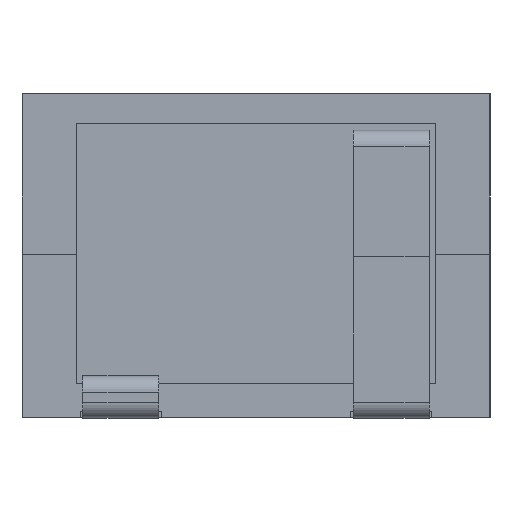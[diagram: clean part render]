
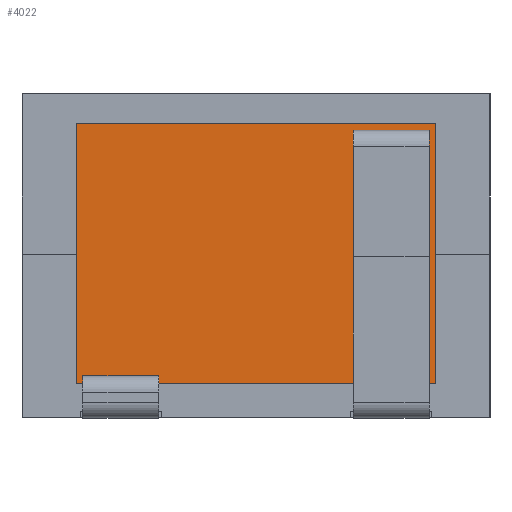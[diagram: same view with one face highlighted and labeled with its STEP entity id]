
A CAD part, left-side view. The second image highlights one B-rep face of the part: STEP entity #4022.
In plain terms, the highlighted planar face has unit normal (-1, 0, 0).
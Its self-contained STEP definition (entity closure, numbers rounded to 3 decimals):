
#1439=ORIENTED_EDGE('',*,*,#2016,.F.);
#1440=ORIENTED_EDGE('',*,*,#2014,.F.);
#1441=ORIENTED_EDGE('',*,*,#2011,.F.);
#1442=ORIENTED_EDGE('',*,*,#2005,.F.);
#1443=ORIENTED_EDGE('',*,*,#2053,.F.);
#1444=ORIENTED_EDGE('',*,*,#2054,.T.);
#1445=ORIENTED_EDGE('',*,*,#2002,.F.);
#1446=ORIENTED_EDGE('',*,*,#1999,.F.);
#1447=ORIENTED_EDGE('',*,*,#1996,.T.);
#1448=ORIENTED_EDGE('',*,*,#2055,.T.);
#1449=ORIENTED_EDGE('',*,*,#2056,.F.);
#1450=ORIENTED_EDGE('',*,*,#2049,.F.);
#1996=EDGE_CURVE('',#2408,#2407,#2762,.T.);
#1999=EDGE_CURVE('',#2408,#2410,#2764,.T.);
#2002=EDGE_CURVE('',#2410,#2412,#2767,.T.);
#2005=EDGE_CURVE('',#2414,#2415,#2770,.T.);
#2011=EDGE_CURVE('',#2415,#2419,#2775,.T.);
#2014=EDGE_CURVE('',#2419,#2420,#2778,.T.);
#2016=EDGE_CURVE('',#2420,#2414,#2780,.T.);
#2049=EDGE_CURVE('',#2437,#2438,#2801,.T.);
#2053=EDGE_CURVE('',#2439,#2437,#2805,.T.);
#2054=EDGE_CURVE('',#2439,#2412,#2806,.T.);
#2055=EDGE_CURVE('',#2407,#2440,#2807,.T.);
#2056=EDGE_CURVE('',#2438,#2440,#2808,.T.);
#2407=VERTEX_POINT('',#14128);
#2408=VERTEX_POINT('',#14130);
#2410=VERTEX_POINT('',#14136);
#2412=VERTEX_POINT('',#14142);
#2414=VERTEX_POINT('',#14148);
#2415=VERTEX_POINT('',#14149);
#2419=VERTEX_POINT('',#14160);
#2420=VERTEX_POINT('',#14165);
#2437=VERTEX_POINT('',#15933);
#2438=VERTEX_POINT('',#15934);
#2439=VERTEX_POINT('',#15940);
#2440=VERTEX_POINT('',#15943);
#2762=LINE('',#14129,#3131);
#2764=LINE('',#14135,#3133);
#2767=LINE('',#14141,#3136);
#2770=LINE('',#14147,#3139);
#2775=LINE('',#14159,#3144);
#2778=LINE('',#14164,#3147);
#2780=LINE('',#14168,#3149);
#2801=LINE('',#15932,#3170);
#2805=LINE('',#15939,#3174);
#2806=LINE('',#15941,#3175);
#2807=LINE('',#15942,#3176);
#2808=LINE('',#15944,#3177);
#3131=VECTOR('',#6154,1000.);
#3133=VECTOR('',#6160,1000.);
#3136=VECTOR('',#6165,1000.);
#3139=VECTOR('',#6170,1000.);
#3144=VECTOR('',#6179,1000.);
#3147=VECTOR('',#6184,1000.);
#3149=VECTOR('',#6188,1000.);
#3170=VECTOR('',#6231,1000.);
#3174=VECTOR('',#6237,1000.);
#3175=VECTOR('',#6238,1000.);
#3176=VECTOR('',#6239,1000.);
#3177=VECTOR('',#6240,1000.);
#3409=EDGE_LOOP('',(#1439,#1440,#1441,#1442));
#3410=EDGE_LOOP('',(#1443,#1444,#1445,#1446,#1447,#1448,#1449,#1450));
#3646=FACE_BOUND('',#3409,.T.);
#3647=FACE_BOUND('',#3410,.T.);
#3810=PLANE('',#5391);
#4022=ADVANCED_FACE('',(#3646,#3647),#3810,.F.);
#5391=AXIS2_PLACEMENT_3D('',#15938,#6235,#6236);
#6154=DIRECTION('',(0.,0.,-1.));
#6160=DIRECTION('',(0.,-1.,0.));
#6165=DIRECTION('',(0.,0.,-1.));
#6170=DIRECTION('',(0.,-1.,0.));
#6179=DIRECTION('',(0.,0.,1.));
#6184=DIRECTION('',(0.,1.,0.));
#6188=DIRECTION('',(0.,0.,-1.));
#6231=DIRECTION('',(0.,1.,0.));
#6235=DIRECTION('',(1.,0.,0.));
#6236=DIRECTION('',(0.,0.,-1.));
#6237=DIRECTION('',(0.,0.,1.));
#6238=DIRECTION('',(0.,-1.,0.));
#6239=DIRECTION('',(0.,-1.,0.));
#6240=DIRECTION('',(0.,0.,-1.));
#14128=CARTESIAN_POINT('',(-7.,7.1,0.));
#14129=CARTESIAN_POINT('',(-7.,7.1,10.25));
#14130=CARTESIAN_POINT('',(-7.,7.1,10.25));
#14135=CARTESIAN_POINT('',(-7.,7.1,10.25));
#14136=CARTESIAN_POINT('',(-7.,-7.1,10.25));
#14141=CARTESIAN_POINT('',(-7.,-7.1,10.25));
#14142=CARTESIAN_POINT('',(-7.,-7.1,0.));
#14147=CARTESIAN_POINT('',(-7.,7.1,9.7));
#14148=CARTESIAN_POINT('',(-7.,-3.85,9.7));
#14149=CARTESIAN_POINT('',(-7.,-6.85,9.7));
#14159=CARTESIAN_POINT('',(-7.,-6.85,10.25));
#14160=CARTESIAN_POINT('',(-7.,-6.85,10.));
#14164=CARTESIAN_POINT('',(-7.,7.1,10.));
#14165=CARTESIAN_POINT('',(-7.,-3.85,10.));
#14168=CARTESIAN_POINT('',(-7.,-3.85,10.25));
#15932=CARTESIAN_POINT('',(-7.,7.1,0.3));
#15933=CARTESIAN_POINT('',(-7.,3.85,0.3));
#15934=CARTESIAN_POINT('',(-7.,6.85,0.3));
#15938=CARTESIAN_POINT('',(-7.,7.1,10.25));
#15939=CARTESIAN_POINT('',(-7.,3.85,10.25));
#15940=CARTESIAN_POINT('',(-7.,3.85,0.));
#15941=CARTESIAN_POINT('',(-7.,7.1,0.));
#15942=CARTESIAN_POINT('',(-7.,7.1,0.));
#15943=CARTESIAN_POINT('',(-7.,6.85,0.));
#15944=CARTESIAN_POINT('',(-7.,6.85,10.25));
